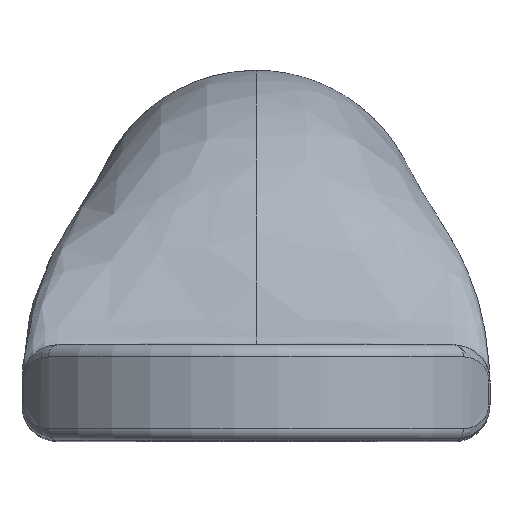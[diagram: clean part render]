
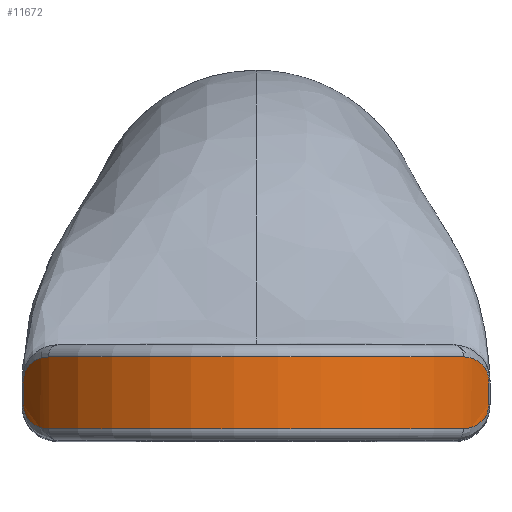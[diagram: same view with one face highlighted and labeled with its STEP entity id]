
A CAD part, top view. The second image highlights one B-rep face of the part: STEP entity #11672.
In plain terms, the highlighted cylindrical face has radius 10.922 mm (diameter 21.844 mm), a partial arc.
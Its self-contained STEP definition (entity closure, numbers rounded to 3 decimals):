
#40 = CARTESIAN_POINT ( 'NONE',  ( -8.881, 0.519, 19.439 ) ) ;
#64 = CARTESIAN_POINT ( 'NONE',  ( -8.646, 3.5, 19.752 ) ) ;
#85 = CARTESIAN_POINT ( 'NONE',  ( 9.203, 3.355, 18.963 ) ) ;
#140 = CARTESIAN_POINT ( 'NONE',  ( 0., -0.001, 13.078 ) ) ;
#144 = ORIENTED_EDGE ( 'NONE', *, *, #2785, .T. ) ;
#218 = CARTESIAN_POINT ( 'NONE',  ( -9.346, 3.246, 18.73 ) ) ;
#237 = CARTESIAN_POINT ( 'NONE',  ( 9.694, 2.5, 18.11 ) ) ;
#372 = VERTEX_POINT ( 'NONE', #6499 ) ;
#573 = CARTESIAN_POINT ( 'NONE',  ( 9.694, 1.4, 18.11 ) ) ;
#712 = LINE ( 'NONE', #4073, #10407 ) ;
#1006 = CARTESIAN_POINT ( 'NONE',  ( -9.203, 0.645, 18.963 ) ) ;
#1090 = DIRECTION ( 'NONE',  ( 0., 1., 0. ) ) ;
#1126 = VERTEX_POINT ( 'NONE', #64 ) ;
#1167 = CARTESIAN_POINT ( 'NONE',  ( -9.478, 3.11, 18.505 ) ) ;
#1276 = CARTESIAN_POINT ( 'NONE',  ( -9.694, 2.6, 18.11 ) ) ;
#1369 = VERTEX_POINT ( 'NONE', #7565 ) ;
#1446 = CARTESIAN_POINT ( 'NONE',  ( 8.646, 0.5, 19.752 ) ) ;
#1708 = B_SPLINE_CURVE_WITH_KNOTS ( 'NONE', 3,
 ( #11962, #1810, #2699, #3718, #6361, #11296, #8544, #1006, #3876, #40, #3801, #9364 ),
 .UNSPECIFIED., .F., .F.,
 ( 4, 2, 2, 2, 2, 4 ),
 ( 0., 0., 0.001, 0.001, 0.002, 0.002 ),
 .UNSPECIFIED. ) ;
#1810 = CARTESIAN_POINT ( 'NONE',  ( -9.694, 1.4, 18.11 ) ) ;
#1847 = CARTESIAN_POINT ( 'NONE',  ( 8.646, 3.5, 19.752 ) ) ;
#2206 = VERTEX_POINT ( 'NONE', #237 ) ;
#2247 = CARTESIAN_POINT ( 'NONE',  ( -8.881, 3.481, 19.438 ) ) ;
#2367 = EDGE_CURVE ( 'NONE', #2206, #8420, #12043, .T. ) ;
#2699 = CARTESIAN_POINT ( 'NONE',  ( -9.677, 1.304, 18.142 ) ) ;
#2785 = EDGE_CURVE ( 'NONE', #372, #2206, #3589, .T. ) ;
#2876 = CARTESIAN_POINT ( 'NONE',  ( 9.098, 3.409, 19.123 ) ) ;
#2993 = CYLINDRICAL_SURFACE ( 'NONE', #8669, 10.922 ) ;
#3051 = CARTESIAN_POINT ( 'NONE',  ( -9.392, 3.205, 18.654 ) ) ;
#3127 = VECTOR ( 'NONE', #5248, 1000. ) ;
#3241 = AXIS2_PLACEMENT_3D ( 'NONE', #7940, #10584, #8789 ) ;
#3534 = CARTESIAN_POINT ( 'NONE',  ( 9.52, 0.944, 18.432 ) ) ;
#3589 = LINE ( 'NONE', #11822, #3127 ) ;
#3696 = CARTESIAN_POINT ( 'NONE',  ( 9.694, 2.5, 18.11 ) ) ;
#3718 = CARTESIAN_POINT ( 'NONE',  ( -9.627, 1.139, 18.237 ) ) ;
#3801 = CARTESIAN_POINT ( 'NONE',  ( -8.766, 0.5, 19.595 ) ) ;
#3876 = CARTESIAN_POINT ( 'NONE',  ( -9.098, 0.591, 19.123 ) ) ;
#3901 = CIRCLE ( 'NONE', #11704, 10.922 ) ;
#4073 = CARTESIAN_POINT ( 'NONE',  ( -9.694, -0.001, 18.11 ) ) ;
#4224 = CARTESIAN_POINT ( 'NONE',  ( -9.694, 2.5, 18.11 ) ) ;
#4479 = CARTESIAN_POINT ( 'NONE',  ( 9.594, 1.067, 18.299 ) ) ;
#4702 = CARTESIAN_POINT ( 'NONE',  ( 8.646, 3.5, 19.752 ) ) ;
#4907 = CARTESIAN_POINT ( 'NONE',  ( -9.677, 2.696, 18.142 ) ) ;
#5248 = DIRECTION ( 'NONE',  ( 0., 1., 0. ) ) ;
#5338 = CARTESIAN_POINT ( 'NONE',  ( 8.646, 0.5, 19.752 ) ) ;
#5355 = FACE_OUTER_BOUND ( 'NONE', #8518, .T. ) ;
#5506 = ORIENTED_EDGE ( 'NONE', *, *, #10956, .T. ) ;
#5509 = EDGE_CURVE ( 'NONE', #8538, #1369, #1708, .T. ) ;
#5512 = CIRCLE ( 'NONE', #3241, 10.922 ) ;
#5596 = CARTESIAN_POINT ( 'NONE',  ( 9.594, 2.933, 18.299 ) ) ;
#5718 = CARTESIAN_POINT ( 'NONE',  ( 9.394, 3.21, 18.653 ) ) ;
#5921 = CARTESIAN_POINT ( 'NONE',  ( -9.594, 2.933, 18.299 ) ) ;
#5963 = CARTESIAN_POINT ( 'NONE',  ( -9.694, 2.5, 18.11 ) ) ;
#6026 = CARTESIAN_POINT ( 'NONE',  ( -9.694, 1.5, 18.11 ) ) ;
#6184 = CARTESIAN_POINT ( 'NONE',  ( 9.627, 1.139, 18.236 ) ) ;
#6307 = CARTESIAN_POINT ( 'NONE',  ( 9.392, 0.795, 18.654 ) ) ;
#6361 = CARTESIAN_POINT ( 'NONE',  ( -9.594, 1.067, 18.299 ) ) ;
#6499 = CARTESIAN_POINT ( 'NONE',  ( 9.694, 1.5, 18.11 ) ) ;
#6731 = EDGE_CURVE ( 'NONE', #9869, #372, #9594, .T. ) ;
#6926 = CARTESIAN_POINT ( 'NONE',  ( -8.646, 3.5, 19.752 ) ) ;
#7057 = B_SPLINE_CURVE_WITH_KNOTS ( 'NONE', 3,
 ( #6926, #10671, #2247, #9689, #7757, #218, #3051, #1167, #11572, #5921, #10590, #4907, #1276, #5963 ),
 .UNSPECIFIED., .F., .F.,
 ( 4, 2, 2, 2, 2, 2, 4 ),
 ( 0., 0.001, 0.001, 0.001, 0.002, 0.002, 0.002 ),
 .UNSPECIFIED. ) ;
#7067 = ORIENTED_EDGE ( 'NONE', *, *, #12076, .T. ) ;
#7122 = CARTESIAN_POINT ( 'NONE',  ( 9.694, 1.5, 18.11 ) ) ;
#7160 = CARTESIAN_POINT ( 'NONE',  ( 9.099, 0.592, 19.122 ) ) ;
#7243 = CARTESIAN_POINT ( 'NONE',  ( 9.478, 0.89, 18.505 ) ) ;
#7287 = EDGE_CURVE ( 'NONE', #9957, #8538, #712, .T. ) ;
#7466 = CARTESIAN_POINT ( 'NONE',  ( 8.766, 3.5, 19.595 ) ) ;
#7559 = CARTESIAN_POINT ( 'NONE',  ( 9.483, 3.118, 18.499 ) ) ;
#7565 = CARTESIAN_POINT ( 'NONE',  ( -8.646, 0.5, 19.752 ) ) ;
#7570 = ORIENTED_EDGE ( 'NONE', *, *, #6731, .T. ) ;
#7757 = CARTESIAN_POINT ( 'NONE',  ( -9.203, 3.355, 18.962 ) ) ;
#7940 = CARTESIAN_POINT ( 'NONE',  ( 0., 3.5, 13.078 ) ) ;
#8355 = CARTESIAN_POINT ( 'NONE',  ( 0., 0.5, 13.078 ) ) ;
#8365 = CARTESIAN_POINT ( 'NONE',  ( 9.677, 2.696, 18.142 ) ) ;
#8420 = VERTEX_POINT ( 'NONE', #4702 ) ;
#8518 = EDGE_LOOP ( 'NONE', ( #9463, #11113, #5506, #7570, #144, #10888, #7067, #10835 ) ) ;
#8538 = VERTEX_POINT ( 'NONE', #6026 ) ;
#8544 = CARTESIAN_POINT ( 'NONE',  ( -9.394, 0.79, 18.653 ) ) ;
#8669 = AXIS2_PLACEMENT_3D ( 'NONE', #140, #1090, #10477 ) ;
#8789 = DIRECTION ( 'NONE',  ( 1., 0., 0. ) ) ;
#9066 = CARTESIAN_POINT ( 'NONE',  ( 9.677, 1.304, 18.142 ) ) ;
#9102 = CARTESIAN_POINT ( 'NONE',  ( 8.766, 0.5, 19.596 ) ) ;
#9305 = DIRECTION ( 'NONE',  ( 0., 1., 0. ) ) ;
#9364 = CARTESIAN_POINT ( 'NONE',  ( -8.646, 0.5, 19.752 ) ) ;
#9463 = ORIENTED_EDGE ( 'NONE', *, *, #7287, .T. ) ;
#9477 = DIRECTION ( 'NONE',  ( -1., 0., 0. ) ) ;
#9594 = B_SPLINE_CURVE_WITH_KNOTS ( 'NONE', 3,
 ( #5338, #9102, #10113, #7160, #11058, #10896, #6307, #7243, #3534, #4479, #6184, #9066, #573, #7122 ),
 .UNSPECIFIED., .F., .F.,
 ( 4, 2, 2, 2, 2, 2, 4 ),
 ( 0., 0.001, 0.001, 0.001, 0.002, 0.002, 0.002 ),
 .UNSPECIFIED. ) ;
#9689 = CARTESIAN_POINT ( 'NONE',  ( -9.099, 3.408, 19.122 ) ) ;
#9869 = VERTEX_POINT ( 'NONE', #1446 ) ;
#9957 = VERTEX_POINT ( 'NONE', #4224 ) ;
#9963 = EDGE_CURVE ( 'NONE', #1126, #9957, #7057, .T. ) ;
#10113 = CARTESIAN_POINT ( 'NONE',  ( 8.881, 0.519, 19.438 ) ) ;
#10259 = CARTESIAN_POINT ( 'NONE',  ( 9.694, 2.6, 18.11 ) ) ;
#10407 = VECTOR ( 'NONE', #11487, 1000. ) ;
#10477 = DIRECTION ( 'NONE',  ( -1., 0., 0. ) ) ;
#10584 = DIRECTION ( 'NONE',  ( 0., -1., 0. ) ) ;
#10590 = CARTESIAN_POINT ( 'NONE',  ( -9.627, 2.861, 18.236 ) ) ;
#10671 = CARTESIAN_POINT ( 'NONE',  ( -8.766, 3.5, 19.596 ) ) ;
#10835 = ORIENTED_EDGE ( 'NONE', *, *, #9963, .T. ) ;
#10888 = ORIENTED_EDGE ( 'NONE', *, *, #2367, .T. ) ;
#10896 = CARTESIAN_POINT ( 'NONE',  ( 9.346, 0.754, 18.73 ) ) ;
#10956 = EDGE_CURVE ( 'NONE', #1369, #9869, #3901, .T. ) ;
#11058 = CARTESIAN_POINT ( 'NONE',  ( 9.203, 0.645, 18.962 ) ) ;
#11113 = ORIENTED_EDGE ( 'NONE', *, *, #5509, .T. ) ;
#11196 = CARTESIAN_POINT ( 'NONE',  ( 9.627, 2.861, 18.237 ) ) ;
#11296 = CARTESIAN_POINT ( 'NONE',  ( -9.483, 0.882, 18.499 ) ) ;
#11487 = DIRECTION ( 'NONE',  ( 0., -1., 0. ) ) ;
#11572 = CARTESIAN_POINT ( 'NONE',  ( -9.52, 3.056, 18.432 ) ) ;
#11672 = ADVANCED_FACE ( 'NONE', ( #5355 ), #2993, .T. ) ;
#11704 = AXIS2_PLACEMENT_3D ( 'NONE', #8355, #9305, #9477 ) ;
#11822 = CARTESIAN_POINT ( 'NONE',  ( 9.694, -0.001, 18.11 ) ) ;
#11962 = CARTESIAN_POINT ( 'NONE',  ( -9.694, 1.5, 18.11 ) ) ;
#12043 = B_SPLINE_CURVE_WITH_KNOTS ( 'NONE', 3,
 ( #3696, #10259, #8365, #11196, #5596, #7559, #5718, #85, #2876, #12126, #7466, #1847 ),
 .UNSPECIFIED., .F., .F.,
 ( 4, 2, 2, 2, 2, 4 ),
 ( 0., 0., 0.001, 0.001, 0.002, 0.002 ),
 .UNSPECIFIED. ) ;
#12076 = EDGE_CURVE ( 'NONE', #8420, #1126, #5512, .T. ) ;
#12126 = CARTESIAN_POINT ( 'NONE',  ( 8.881, 3.481, 19.439 ) ) ;
